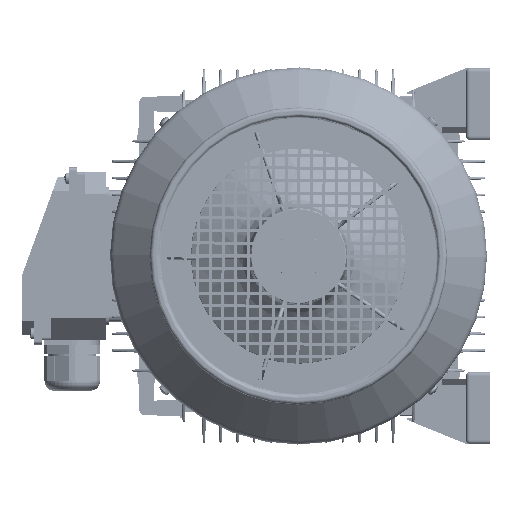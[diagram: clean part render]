
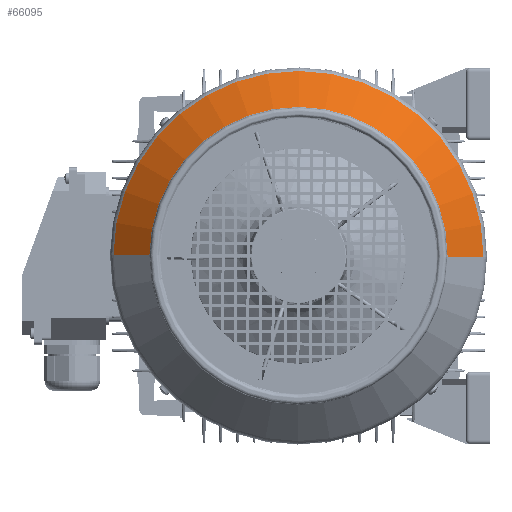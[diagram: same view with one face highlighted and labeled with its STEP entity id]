
A CAD part, left-side view. The second image highlights one B-rep face of the part: STEP entity #66095.
In plain terms, the highlighted conical face has half-angle 45 degrees and reference radius 124.586 mm.
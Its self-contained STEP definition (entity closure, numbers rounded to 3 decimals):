
#28278 = EDGE_CURVE ( 'NONE', #28337, #28389, #109924, .T. ) ;
#28309 = EDGE_CURVE ( 'NONE', #28337, #28338, #110067, .T. ) ;
#28337 = VERTEX_POINT ( 'NONE', #110096 ) ;
#28338 = VERTEX_POINT ( 'NONE', #110087 ) ;
#28389 = VERTEX_POINT ( 'NONE', #110451 ) ;
#28395 = VERTEX_POINT ( 'NONE', #110416 ) ;
#28399 = EDGE_CURVE ( 'NONE', #28338, #28395, #110415, .T. ) ;
#65947 = EDGE_CURVE ( 'NONE', #28389, #28395, #110273, .T. ) ;
#66007 = ORIENTED_EDGE ( 'NONE', *, *, #65947, .F. ) ;
#66095 = ADVANCED_FACE ( 'NONE', ( #110787 ), #110786, .T. ) ;
#66098 = EDGE_LOOP ( 'NONE', ( #66107, #66113, #66123, #66007 ) ) ;
#66107 = ORIENTED_EDGE ( 'NONE', *, *, #28278, .F. ) ;
#66113 = ORIENTED_EDGE ( 'NONE', *, *, #28309, .T. ) ;
#66123 = ORIENTED_EDGE ( 'NONE', *, *, #28399, .T. ) ;
#109919 = DIRECTION ( 'NONE',  ( -0.707, 0., -0.707 ) ) ;
#109920 = VECTOR ( 'NONE', #109919, 1000. ) ;
#109923 = CARTESIAN_POINT ( 'NONE',  ( 161.414, 0., -124.586 ) ) ;
#109924 = LINE ( 'NONE', #109923, #109920 ) ;
#110062 = DIRECTION ( 'NONE',  ( 0., 0., 1. ) ) ;
#110063 = DIRECTION ( 'NONE',  ( -1., 0., 0. ) ) ;
#110064 = CARTESIAN_POINT ( 'NONE',  ( 161.414, 0., 0. ) ) ;
#110065 = AXIS2_PLACEMENT_3D ( 'NONE', #110064, #110063, #110062 ) ;
#110067 = CIRCLE ( 'NONE', #110065, 124.586 ) ;
#110087 = CARTESIAN_POINT ( 'NONE',  ( 161.414, 0., 124.586 ) ) ;
#110096 = CARTESIAN_POINT ( 'NONE',  ( 161.414, 0., -124.586 ) ) ;
#110266 = DIRECTION ( 'NONE',  ( 0., 0., 1. ) ) ;
#110268 = DIRECTION ( 'NONE',  ( -1., 0., 0. ) ) ;
#110270 = CARTESIAN_POINT ( 'NONE',  ( 131.429, 0., 0. ) ) ;
#110271 = AXIS2_PLACEMENT_3D ( 'NONE', #110270, #110268, #110266 ) ;
#110273 = CIRCLE ( 'NONE', #110271, 154.571 ) ;
#110412 = DIRECTION ( 'NONE',  ( -0.707, 0., 0.707 ) ) ;
#110413 = VECTOR ( 'NONE', #110412, 1000. ) ;
#110414 = CARTESIAN_POINT ( 'NONE',  ( 161.414, 0., 124.586 ) ) ;
#110415 = LINE ( 'NONE', #110414, #110413 ) ;
#110416 = CARTESIAN_POINT ( 'NONE',  ( 131.429, 0., 154.571 ) ) ;
#110451 = CARTESIAN_POINT ( 'NONE',  ( 131.429, 0., -154.571 ) ) ;
#110775 = DIRECTION ( 'NONE',  ( 0., 0., 1. ) ) ;
#110777 = DIRECTION ( 'NONE',  ( -1., 0., 0. ) ) ;
#110778 = AXIS2_PLACEMENT_3D ( 'NONE', #110798, #110777, #110775 ) ;
#110786 = CONICAL_SURFACE ( 'NONE', #110778, 124.586, 0.785 ) ;
#110787 = FACE_OUTER_BOUND ( 'NONE', #66098, .T. ) ;
#110798 = CARTESIAN_POINT ( 'NONE',  ( 161.414, 0., 0. ) ) ;
